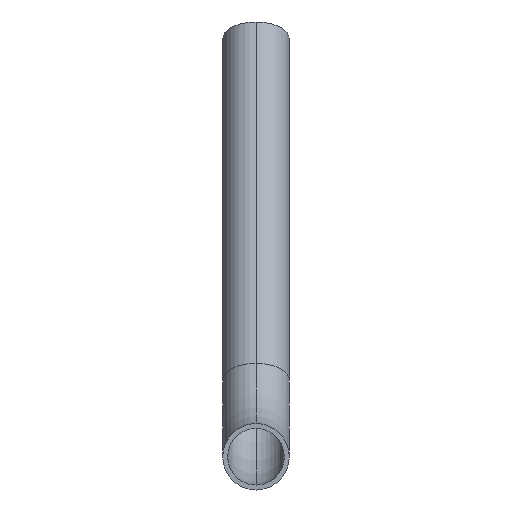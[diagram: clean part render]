
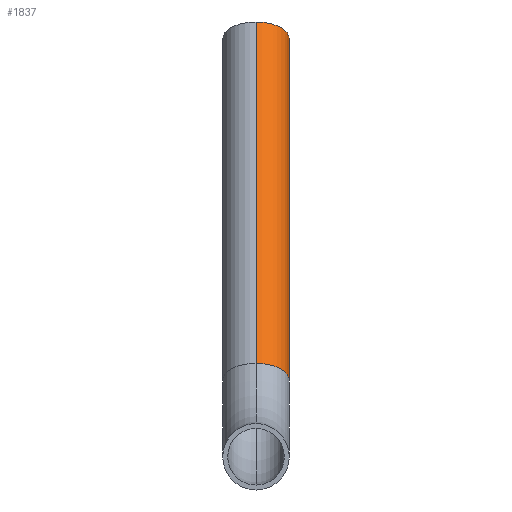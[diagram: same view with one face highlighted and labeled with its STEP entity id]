
A CAD part, front view. The second image highlights one B-rep face of the part: STEP entity #1837.
In plain terms, the highlighted cylindrical face has radius 16.85 mm (diameter 33.7 mm), a partial arc.
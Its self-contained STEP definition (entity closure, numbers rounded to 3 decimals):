
#503 = AXIS2_PLACEMENT_3D ( 'NONE', #5940, #11061, #4173 ) ;
#607 = CARTESIAN_POINT ( 'NONE',  ( 0., 382.143, 203.78 ) ) ;
#754 = CARTESIAN_POINT ( 'NONE',  ( 0., 282.143, 30.575 ) ) ;
#1007 = CARTESIAN_POINT ( 'NONE',  ( 0., 252.957, 47.425 ) ) ;
#1269 = DIRECTION ( 'NONE',  ( 0., -0.866, 0.5 ) ) ;
#1713 = CARTESIAN_POINT ( 'NONE',  ( 0., 352.957, 220.63 ) ) ;
#1734 = VECTOR ( 'NONE', #3871, 1000. ) ;
#1837 = ADVANCED_FACE ( 'NONE', ( #6349 ), #3229, .T. ) ;
#2011 = ORIENTED_EDGE ( 'NONE', *, *, #3200, .T. ) ;
#2227 = EDGE_CURVE ( 'NONE', #8599, #3790, #7969, .T. ) ;
#2668 = VECTOR ( 'NONE', #10299, 1000. ) ;
#2979 = ORIENTED_EDGE ( 'NONE', *, *, #2227, .T. ) ;
#3076 = CARTESIAN_POINT ( 'NONE',  ( 0., 252.957, 47.425 ) ) ;
#3200 = EDGE_CURVE ( 'NONE', #3790, #4170, #5662, .T. ) ;
#3229 = CYLINDRICAL_SURFACE ( 'NONE', #4817, 16.85 ) ;
#3790 = VERTEX_POINT ( 'NONE', #7802 ) ;
#3871 = DIRECTION ( 'NONE',  ( 0., 0.5, 0.866 ) ) ;
#4170 = VERTEX_POINT ( 'NONE', #607 ) ;
#4173 = DIRECTION ( 'NONE',  ( 0., -0.866, 0.5 ) ) ;
#4476 = CIRCLE ( 'NONE', #503, 16.85 ) ;
#4792 = DIRECTION ( 'NONE',  ( 0., 0.5, 0.866 ) ) ;
#4817 = AXIS2_PLACEMENT_3D ( 'NONE', #8988, #5594, #1269 ) ;
#4832 = DIRECTION ( 'NONE',  ( 0., -0.866, 0.5 ) ) ;
#5594 = DIRECTION ( 'NONE',  ( 0., 0.5, 0.866 ) ) ;
#5662 = LINE ( 'NONE', #754, #2668 ) ;
#5940 = CARTESIAN_POINT ( 'NONE',  ( 0., 367.55, 212.205 ) ) ;
#6349 = FACE_OUTER_BOUND ( 'NONE', #7074, .T. ) ;
#6751 = EDGE_CURVE ( 'NONE', #8599, #8965, #9081, .T. ) ;
#6972 = EDGE_CURVE ( 'NONE', #8965, #4170, #4476, .T. ) ;
#7074 = EDGE_LOOP ( 'NONE', ( #2979, #2011, #8527, #7255 ) ) ;
#7255 = ORIENTED_EDGE ( 'NONE', *, *, #6751, .F. ) ;
#7694 = AXIS2_PLACEMENT_3D ( 'NONE', #10806, #4792, #4832 ) ;
#7802 = CARTESIAN_POINT ( 'NONE',  ( 0., 282.143, 30.575 ) ) ;
#7969 = CIRCLE ( 'NONE', #7694, 16.85 ) ;
#8527 = ORIENTED_EDGE ( 'NONE', *, *, #6972, .F. ) ;
#8599 = VERTEX_POINT ( 'NONE', #1007 ) ;
#8965 = VERTEX_POINT ( 'NONE', #1713 ) ;
#8988 = CARTESIAN_POINT ( 'NONE',  ( 0., 267.55, 39. ) ) ;
#9081 = LINE ( 'NONE', #3076, #1734 ) ;
#10299 = DIRECTION ( 'NONE',  ( 0., 0.5, 0.866 ) ) ;
#10806 = CARTESIAN_POINT ( 'NONE',  ( 0., 267.55, 39. ) ) ;
#11061 = DIRECTION ( 'NONE',  ( 0., 0.5, 0.866 ) ) ;
